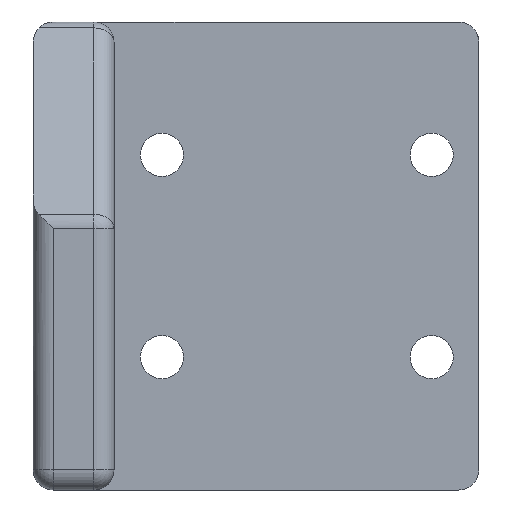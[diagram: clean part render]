
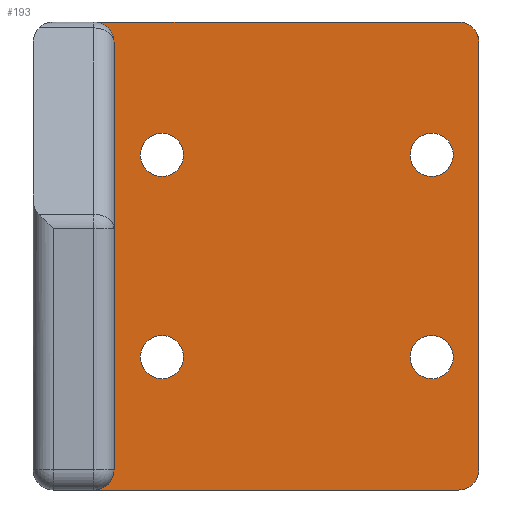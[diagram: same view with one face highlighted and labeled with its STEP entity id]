
A CAD part, left-side view. The second image highlights one B-rep face of the part: STEP entity #193.
In plain terms, the highlighted planar face has unit normal (-1, 0, 0).
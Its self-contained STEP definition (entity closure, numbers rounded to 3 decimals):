
#40 = VERTEX_POINT ( 'NONE', #4070 ) ;
#46 = ORIENTED_EDGE ( 'NONE', *, *, #1393, .F. ) ;
#167 = ORIENTED_EDGE ( 'NONE', *, *, #882, .F. ) ;
#193 = ADVANCED_FACE ( 'NONE', ( #2886, #203, #4162, #4971, #1561 ), #3724, .F. ) ;
#200 = VERTEX_POINT ( 'NONE', #3031 ) ;
#203 = FACE_BOUND ( 'NONE', #444, .T. ) ;
#268 = CIRCLE ( 'NONE', #4471, 1.6 ) ;
#310 = AXIS2_PLACEMENT_3D ( 'NONE', #2089, #2139, #5603 ) ;
#430 = CARTESIAN_POINT ( 'NONE',  ( -65., 0., 23.2 ) ) ;
#433 = AXIS2_PLACEMENT_3D ( 'NONE', #4452, #5281, #3107 ) ;
#444 = EDGE_LOOP ( 'NONE', ( #4396, #3223 ) ) ;
#748 = CARTESIAN_POINT ( 'NONE',  ( -65., 1.5, 24.7 ) ) ;
#764 = EDGE_LOOP ( 'NONE', ( #1296, #3623 ) ) ;
#772 = LINE ( 'NONE', #4303, #4387 ) ;
#798 = CARTESIAN_POINT ( 'NONE',  ( -65., -3.55, -0.15 ) ) ;
#871 = ORIENTED_EDGE ( 'NONE', *, *, #3648, .F. ) ;
#882 = EDGE_CURVE ( 'NONE', #3820, #2791, #3376, .T. ) ;
#885 = VERTEX_POINT ( 'NONE', #430 ) ;
#1000 = CARTESIAN_POINT ( 'NONE',  ( -65., -23.55, 14.85 ) ) ;
#1001 = ORIENTED_EDGE ( 'NONE', *, *, #2373, .F. ) ;
#1124 = ORIENTED_EDGE ( 'NONE', *, *, #3890, .F. ) ;
#1133 = CIRCLE ( 'NONE', #310, 1.6 ) ;
#1157 = EDGE_CURVE ( 'NONE', #5113, #40, #772, .T. ) ;
#1172 = CARTESIAN_POINT ( 'NONE',  ( -65., -25.55, -10. ) ) ;
#1231 = CARTESIAN_POINT ( 'NONE',  ( -65., -3.55, -0.15 ) ) ;
#1233 = DIRECTION ( 'NONE',  ( -1., 0., 0. ) ) ;
#1237 = VERTEX_POINT ( 'NONE', #4643 ) ;
#1259 = AXIS2_PLACEMENT_3D ( 'NONE', #1231, #5228, #5608 ) ;
#1296 = ORIENTED_EDGE ( 'NONE', *, *, #4566, .F. ) ;
#1384 = DIRECTION ( 'NONE',  ( 0., 1., 0. ) ) ;
#1393 = EDGE_CURVE ( 'NONE', #3969, #40, #3760, .T. ) ;
#1414 = DIRECTION ( 'NONE',  ( 0., 0., 1. ) ) ;
#1443 = DIRECTION ( 'NONE',  ( 1., 0., 0. ) ) ;
#1452 = CARTESIAN_POINT ( 'NONE',  ( -65., -27.05, 24.7 ) ) ;
#1465 = DIRECTION ( 'NONE',  ( 0., 1., 0. ) ) ;
#1506 = DIRECTION ( 'NONE',  ( 1., 0., 0. ) ) ;
#1521 = DIRECTION ( 'NONE',  ( -1., 0., 0. ) ) ;
#1522 = CARTESIAN_POINT ( 'NONE',  ( -65., -25.55, -8.5 ) ) ;
#1523 = VECTOR ( 'NONE', #1465, 1000. ) ;
#1561 = FACE_OUTER_BOUND ( 'NONE', #4682, .T. ) ;
#1578 = EDGE_LOOP ( 'NONE', ( #871, #167 ) ) ;
#1589 = ORIENTED_EDGE ( 'NONE', *, *, #2272, .F. ) ;
#1616 = DIRECTION ( 'NONE',  ( 0., 0., 1. ) ) ;
#1830 = VERTEX_POINT ( 'NONE', #2720 ) ;
#1853 = ORIENTED_EDGE ( 'NONE', *, *, #1949, .F. ) ;
#1885 = LINE ( 'NONE', #3650, #1523 ) ;
#1892 = CARTESIAN_POINT ( 'NONE',  ( -65., -3.55, 14.85 ) ) ;
#1949 = EDGE_CURVE ( 'NONE', #2816, #200, #1133, .T. ) ;
#2041 = DIRECTION ( 'NONE',  ( 0., 0., 1. ) ) ;
#2089 = CARTESIAN_POINT ( 'NONE',  ( -65., -23.55, 14.85 ) ) ;
#2117 = VERTEX_POINT ( 'NONE', #2308 ) ;
#2139 = DIRECTION ( 'NONE',  ( -1., 0., 0. ) ) ;
#2207 = CARTESIAN_POINT ( 'NONE',  ( -65., -27.05, 24.7 ) ) ;
#2250 = CARTESIAN_POINT ( 'NONE',  ( -65., -3.55, 13.25 ) ) ;
#2272 = EDGE_CURVE ( 'NONE', #1237, #885, #5534, .T. ) ;
#2308 = CARTESIAN_POINT ( 'NONE',  ( -65., -3.55, 16.45 ) ) ;
#2373 = EDGE_CURVE ( 'NONE', #200, #2816, #3796, .T. ) ;
#2476 = ORIENTED_EDGE ( 'NONE', *, *, #1157, .T. ) ;
#2527 = DIRECTION ( 'NONE',  ( -1., 0., 0. ) ) ;
#2557 = VERTEX_POINT ( 'NONE', #748 ) ;
#2621 = CIRCLE ( 'NONE', #3736, 1.5 ) ;
#2712 = ORIENTED_EDGE ( 'NONE', *, *, #3767, .T. ) ;
#2720 = CARTESIAN_POINT ( 'NONE',  ( -65., -3.55, -1.75 ) ) ;
#2791 = VERTEX_POINT ( 'NONE', #4516 ) ;
#2816 = VERTEX_POINT ( 'NONE', #5037 ) ;
#2855 = DIRECTION ( 'NONE',  ( 0., 0., 1. ) ) ;
#2886 = FACE_BOUND ( 'NONE', #3504, .T. ) ;
#2974 = ORIENTED_EDGE ( 'NONE', *, *, #4964, .F. ) ;
#2984 = DIRECTION ( 'NONE',  ( 0., 0., 1. ) ) ;
#3021 = DIRECTION ( 'NONE',  ( 0., 0., 1. ) ) ;
#3031 = CARTESIAN_POINT ( 'NONE',  ( -65., -23.55, 16.45 ) ) ;
#3083 = VECTOR ( 'NONE', #1384, 1000. ) ;
#3107 = DIRECTION ( 'NONE',  ( 0., 0., 1. ) ) ;
#3112 = LINE ( 'NONE', #2207, #3083 ) ;
#3118 = DIRECTION ( 'NONE',  ( -1., 0., 0. ) ) ;
#3149 = AXIS2_PLACEMENT_3D ( 'NONE', #4346, #4864, #5230 ) ;
#3180 = CIRCLE ( 'NONE', #4924, 1.6 ) ;
#3223 = ORIENTED_EDGE ( 'NONE', *, *, #3659, .F. ) ;
#3272 = CIRCLE ( 'NONE', #5653, 1.6 ) ;
#3317 = DIRECTION ( 'NONE',  ( 0., 0., 1. ) ) ;
#3363 = VERTEX_POINT ( 'NONE', #1172 ) ;
#3376 = CIRCLE ( 'NONE', #4838, 1.6 ) ;
#3377 = VERTEX_POINT ( 'NONE', #2250 ) ;
#3493 = DIRECTION ( 'NONE',  ( 0., 0., 1. ) ) ;
#3504 = EDGE_LOOP ( 'NONE', ( #1001, #1853 ) ) ;
#3577 = CARTESIAN_POINT ( 'NONE',  ( -65., -3.55, 1.45 ) ) ;
#3623 = ORIENTED_EDGE ( 'NONE', *, *, #4426, .F. ) ;
#3648 = EDGE_CURVE ( 'NONE', #2791, #3820, #3272, .T. ) ;
#3650 = CARTESIAN_POINT ( 'NONE',  ( -65., -27.05, -10. ) ) ;
#3659 = EDGE_CURVE ( 'NONE', #1830, #5362, #3180, .T. ) ;
#3724 = PLANE ( 'NONE',  #5464 ) ;
#3736 = AXIS2_PLACEMENT_3D ( 'NONE', #1522, #1443, #3317 ) ;
#3760 = CIRCLE ( 'NONE', #4025, 1.5 ) ;
#3767 = EDGE_CURVE ( 'NONE', #3969, #2557, #3112, .T. ) ;
#3796 = CIRCLE ( 'NONE', #4994, 1.6 ) ;
#3809 = CARTESIAN_POINT ( 'NONE',  ( -65., 0., 24.7 ) ) ;
#3820 = VERTEX_POINT ( 'NONE', #4401 ) ;
#3824 = CARTESIAN_POINT ( 'NONE',  ( -65., -23.55, -0.15 ) ) ;
#3890 = EDGE_CURVE ( 'NONE', #3363, #5250, #1885, .T. ) ;
#3911 = CARTESIAN_POINT ( 'NONE',  ( -65., -27.05, -8.5 ) ) ;
#3913 = CIRCLE ( 'NONE', #1259, 1.6 ) ;
#3969 = VERTEX_POINT ( 'NONE', #5463 ) ;
#4009 = CIRCLE ( 'NONE', #4750, 1.6 ) ;
#4025 = AXIS2_PLACEMENT_3D ( 'NONE', #5236, #5594, #3493 ) ;
#4070 = CARTESIAN_POINT ( 'NONE',  ( -65., -27.05, 23.2 ) ) ;
#4076 = EDGE_CURVE ( 'NONE', #885, #2557, #4929, .T. ) ;
#4162 = FACE_BOUND ( 'NONE', #1578, .T. ) ;
#4285 = CARTESIAN_POINT ( 'NONE',  ( -65., -23.55, -0.15 ) ) ;
#4303 = CARTESIAN_POINT ( 'NONE',  ( -65., -27.05, 24.7 ) ) ;
#4346 = CARTESIAN_POINT ( 'NONE',  ( -65., 1.5, -8.5 ) ) ;
#4387 = VECTOR ( 'NONE', #2041, 1000. ) ;
#4392 = DIRECTION ( 'NONE',  ( 0., 0., 1. ) ) ;
#4396 = ORIENTED_EDGE ( 'NONE', *, *, #4638, .F. ) ;
#4401 = CARTESIAN_POINT ( 'NONE',  ( -65., -23.55, -1.75 ) ) ;
#4426 = EDGE_CURVE ( 'NONE', #3377, #2117, #268, .T. ) ;
#4452 = CARTESIAN_POINT ( 'NONE',  ( -65., 1.5, 23.2 ) ) ;
#4471 = AXIS2_PLACEMENT_3D ( 'NONE', #1892, #3118, #1414 ) ;
#4516 = CARTESIAN_POINT ( 'NONE',  ( -65., -23.55, 1.45 ) ) ;
#4557 = DIRECTION ( 'NONE',  ( -1., 0., 0. ) ) ;
#4566 = EDGE_CURVE ( 'NONE', #2117, #3377, #4009, .T. ) ;
#4616 = DIRECTION ( 'NONE',  ( 0., 0., 1. ) ) ;
#4626 = VECTOR ( 'NONE', #1616, 1000. ) ;
#4638 = EDGE_CURVE ( 'NONE', #5362, #1830, #3913, .T. ) ;
#4643 = CARTESIAN_POINT ( 'NONE',  ( -65., 0., -8.5 ) ) ;
#4682 = EDGE_LOOP ( 'NONE', ( #2476, #46, #2712, #5657, #1589, #4977, #1124, #2974 ) ) ;
#4707 = CARTESIAN_POINT ( 'NONE',  ( -65., 1.5, -10. ) ) ;
#4750 = AXIS2_PLACEMENT_3D ( 'NONE', #5433, #1521, #2855 ) ;
#4768 = DIRECTION ( 'NONE',  ( -1., 0., 0. ) ) ;
#4838 = AXIS2_PLACEMENT_3D ( 'NONE', #4285, #4768, #4392 ) ;
#4864 = DIRECTION ( 'NONE',  ( -1., 0., 0. ) ) ;
#4924 = AXIS2_PLACEMENT_3D ( 'NONE', #798, #2527, #2984 ) ;
#4929 = CIRCLE ( 'NONE', #433, 1.5 ) ;
#4964 = EDGE_CURVE ( 'NONE', #5113, #3363, #2621, .T. ) ;
#4971 = FACE_BOUND ( 'NONE', #764, .T. ) ;
#4977 = ORIENTED_EDGE ( 'NONE', *, *, #5092, .F. ) ;
#4994 = AXIS2_PLACEMENT_3D ( 'NONE', #1000, #4557, #5346 ) ;
#5037 = CARTESIAN_POINT ( 'NONE',  ( -65., -23.55, 13.25 ) ) ;
#5072 = CIRCLE ( 'NONE', #3149, 1.5 ) ;
#5092 = EDGE_CURVE ( 'NONE', #5250, #1237, #5072, .T. ) ;
#5113 = VERTEX_POINT ( 'NONE', #3911 ) ;
#5228 = DIRECTION ( 'NONE',  ( -1., 0., 0. ) ) ;
#5230 = DIRECTION ( 'NONE',  ( 0., 0., 1. ) ) ;
#5236 = CARTESIAN_POINT ( 'NONE',  ( -65., -25.55, 23.2 ) ) ;
#5250 = VERTEX_POINT ( 'NONE', #4707 ) ;
#5281 = DIRECTION ( 'NONE',  ( -1., 0., 0. ) ) ;
#5346 = DIRECTION ( 'NONE',  ( 0., 0., 1. ) ) ;
#5362 = VERTEX_POINT ( 'NONE', #3577 ) ;
#5433 = CARTESIAN_POINT ( 'NONE',  ( -65., -3.55, 14.85 ) ) ;
#5463 = CARTESIAN_POINT ( 'NONE',  ( -65., -25.55, 24.7 ) ) ;
#5464 = AXIS2_PLACEMENT_3D ( 'NONE', #1452, #1506, #4616 ) ;
#5534 = LINE ( 'NONE', #3809, #4626 ) ;
#5594 = DIRECTION ( 'NONE',  ( 1., 0., 0. ) ) ;
#5603 = DIRECTION ( 'NONE',  ( 0., 0., 1. ) ) ;
#5608 = DIRECTION ( 'NONE',  ( 0., 0., 1. ) ) ;
#5653 = AXIS2_PLACEMENT_3D ( 'NONE', #3824, #1233, #3021 ) ;
#5657 = ORIENTED_EDGE ( 'NONE', *, *, #4076, .F. ) ;
